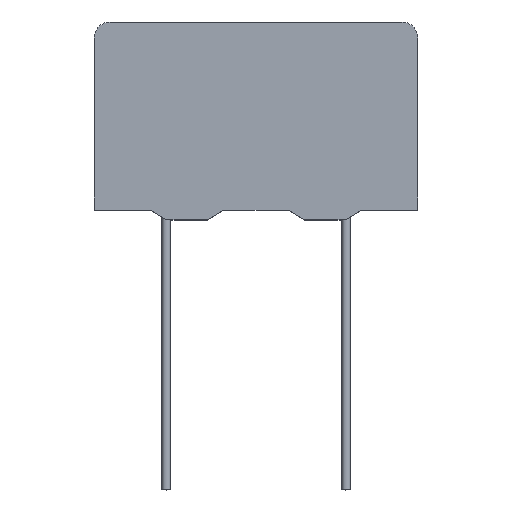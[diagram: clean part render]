
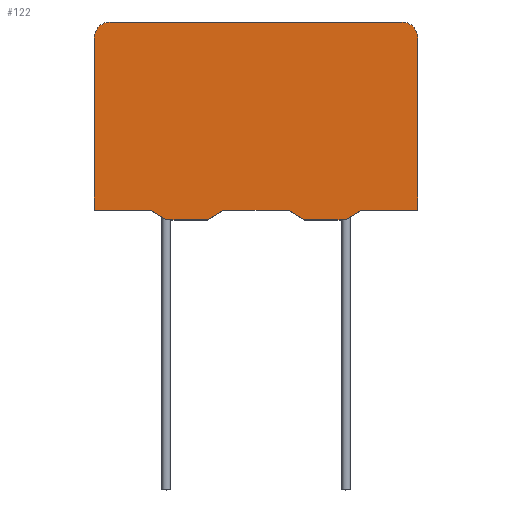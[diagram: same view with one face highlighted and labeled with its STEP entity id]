
A CAD part, top view. The second image highlights one B-rep face of the part: STEP entity #122.
In plain terms, the highlighted planar face has unit normal (0, 0, 1).
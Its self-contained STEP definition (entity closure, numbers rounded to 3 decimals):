
#122=ADVANCED_FACE('',(#241),#242,.T.);
#241=FACE_OUTER_BOUND('',#352,.T.);
#242=PLANE('',#353);
#352=EDGE_LOOP('',(#639,#640,#641,#642,#643,#644,#645,#646,#647,#648,#649,#650,#651,#652));
#353=AXIS2_PLACEMENT_3D('',#653,#654,#655);
#639=ORIENTED_EDGE('',*,*,#774,.F.);
#640=ORIENTED_EDGE('',*,*,#794,.F.);
#641=ORIENTED_EDGE('',*,*,#731,.F.);
#642=ORIENTED_EDGE('',*,*,#738,.F.);
#643=ORIENTED_EDGE('',*,*,#744,.F.);
#644=ORIENTED_EDGE('',*,*,#750,.F.);
#645=ORIENTED_EDGE('',*,*,#756,.F.);
#646=ORIENTED_EDGE('',*,*,#762,.F.);
#647=ORIENTED_EDGE('',*,*,#772,.F.);
#648=ORIENTED_EDGE('',*,*,#767,.F.);
#649=ORIENTED_EDGE('',*,*,#791,.F.);
#650=ORIENTED_EDGE('',*,*,#787,.F.);
#651=ORIENTED_EDGE('',*,*,#783,.F.);
#652=ORIENTED_EDGE('',*,*,#779,.F.);
#653=CARTESIAN_POINT('',(9.0,5.03,2.5));
#654=DIRECTION('',(0.0,0.0,1.0));
#655=DIRECTION('',(1.0,0.0,0.0));
#731=EDGE_CURVE('',#888,#890,#891,.T.);
#738=EDGE_CURVE('',#898,#888,#900,.T.);
#744=EDGE_CURVE('',#906,#898,#908,.T.);
#750=EDGE_CURVE('',#914,#906,#916,.T.);
#756=EDGE_CURVE('',#922,#914,#924,.T.);
#762=EDGE_CURVE('',#930,#922,#932,.T.);
#767=EDGE_CURVE('',#938,#940,#941,.T.);
#772=EDGE_CURVE('',#940,#930,#946,.T.);
#774=EDGE_CURVE('',#948,#949,#950,.T.);
#779=EDGE_CURVE('',#949,#957,#958,.T.);
#783=EDGE_CURVE('',#957,#963,#964,.T.);
#787=EDGE_CURVE('',#963,#969,#970,.T.);
#791=EDGE_CURVE('',#969,#938,#975,.T.);
#794=EDGE_CURVE('',#890,#948,#978,.T.);
#888=VERTEX_POINT('',#1107);
#890=VERTEX_POINT('',#1110);
#891=LINE('',#1111,#1112);
#898=VERTEX_POINT('',#1122);
#900=LINE('',#1125,#1126);
#906=VERTEX_POINT('',#1134);
#908=LINE('',#1137,#1138);
#914=VERTEX_POINT('',#1146);
#916=LINE('',#1149,#1150);
#922=VERTEX_POINT('',#1158);
#924=LINE('',#1161,#1162);
#930=VERTEX_POINT('',#1170);
#932=LINE('',#1173,#1174);
#938=VERTEX_POINT('',#1182);
#940=VERTEX_POINT('',#1185);
#941=LINE('',#1186,#1187);
#946=LINE('',#1194,#1195);
#948=VERTEX_POINT('',#1197);
#949=VERTEX_POINT('',#1198);
#950=LINE('',#1199,#1200);
#957=VERTEX_POINT('',#1210);
#958=CIRCLE('',#1211,0.9);
#963=VERTEX_POINT('',#1217);
#964=LINE('',#1218,#1219);
#969=VERTEX_POINT('',#1226);
#970=CIRCLE('',#1227,0.9);
#975=LINE('',#1233,#1234);
#978=LINE('',#1238,#1239);
#1107=CARTESIAN_POINT('',(4.05,-0.55,2.5));
#1110=CARTESIAN_POINT('',(3.15,0.0,2.5));
#1111=CARTESIAN_POINT('',(3.15,0.0,2.5));
#1112=VECTOR('',#1304,1.0);
#1122=CARTESIAN_POINT('',(6.3,-0.55,2.5));
#1125=CARTESIAN_POINT('',(4.05,-0.55,2.5));
#1126=VECTOR('',#1309,1.0);
#1134=CARTESIAN_POINT('',(7.2,0.0,2.5));
#1137=CARTESIAN_POINT('',(6.3,-0.55,2.5));
#1138=VECTOR('',#1313,1.0);
#1146=CARTESIAN_POINT('',(10.8,0.0,2.5));
#1149=CARTESIAN_POINT('',(7.2,0.0,2.5));
#1150=VECTOR('',#1317,1.0);
#1158=CARTESIAN_POINT('',(11.7,-0.55,2.5));
#1161=CARTESIAN_POINT('',(10.8,0.0,2.5));
#1162=VECTOR('',#1321,1.0);
#1170=CARTESIAN_POINT('',(13.95,-0.55,2.5));
#1173=CARTESIAN_POINT('',(11.7,-0.55,2.5));
#1174=VECTOR('',#1325,1.0);
#1182=CARTESIAN_POINT('',(18.0,0.0,2.5));
#1185=CARTESIAN_POINT('',(14.85,0.0,2.5));
#1186=CARTESIAN_POINT('',(14.85,0.0,2.5));
#1187=VECTOR('',#1329,1.0);
#1194=CARTESIAN_POINT('',(13.95,-0.55,2.5));
#1195=VECTOR('',#1332,1.0);
#1197=CARTESIAN_POINT('',(0.0,0.0,2.5));
#1198=CARTESIAN_POINT('',(0.0,9.55,2.5));
#1199=CARTESIAN_POINT('',(0.,9.55,2.5));
#1200=VECTOR('',#1333,1.0);
#1210=CARTESIAN_POINT('',(0.9,10.45,2.5));
#1211=AXIS2_PLACEMENT_3D('',#1337,#1338,#1339);
#1217=CARTESIAN_POINT('',(17.1,10.45,2.5));
#1218=CARTESIAN_POINT('',(17.1,10.45,2.5));
#1219=VECTOR('',#1344,1.0);
#1226=CARTESIAN_POINT('',(18.0,9.55,2.5));
#1227=AXIS2_PLACEMENT_3D('',#1347,#1348,#1349);
#1233=CARTESIAN_POINT('',(18.0,0.0,2.5));
#1234=VECTOR('',#1354,1.0);
#1238=CARTESIAN_POINT('',(0.0,0.0,2.5));
#1239=VECTOR('',#1356,1.0);
#1304=DIRECTION('',(-0.853,0.521,0.0));
#1309=DIRECTION('',(-1.0,-0.0,-0.0));
#1313=DIRECTION('',(-0.853,-0.521,-0.0));
#1317=DIRECTION('',(-1.0,-0.0,-0.0));
#1321=DIRECTION('',(-0.853,0.521,0.0));
#1325=DIRECTION('',(-1.0,-0.0,-0.0));
#1329=DIRECTION('',(-1.0,-0.0,-0.0));
#1332=DIRECTION('',(-0.853,-0.521,-0.0));
#1333=DIRECTION('',(0.,1.0,0.0));
#1337=CARTESIAN_POINT('',(0.9,9.55,2.5));
#1338=DIRECTION('',(0.0,0.0,-1.0));
#1339=DIRECTION('',(1.0,0.0,0.0));
#1344=DIRECTION('',(1.0,0.,0.0));
#1347=CARTESIAN_POINT('',(17.1,9.55,2.5));
#1348=DIRECTION('',(0.0,0.0,-1.0));
#1349=DIRECTION('',(1.0,0.0,0.0));
#1354=DIRECTION('',(-0.0,-1.0,-0.0));
#1356=DIRECTION('',(-1.0,-0.0,-0.0));
